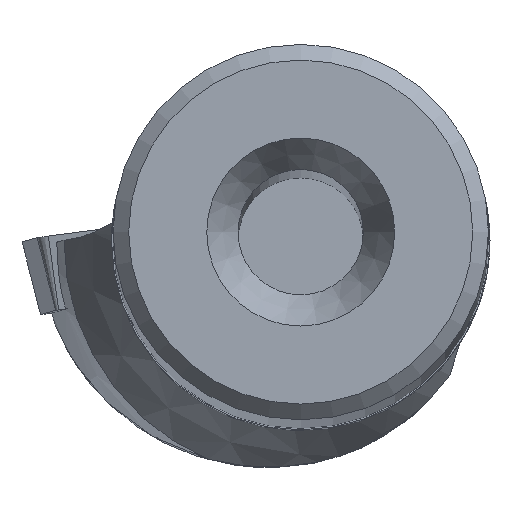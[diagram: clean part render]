
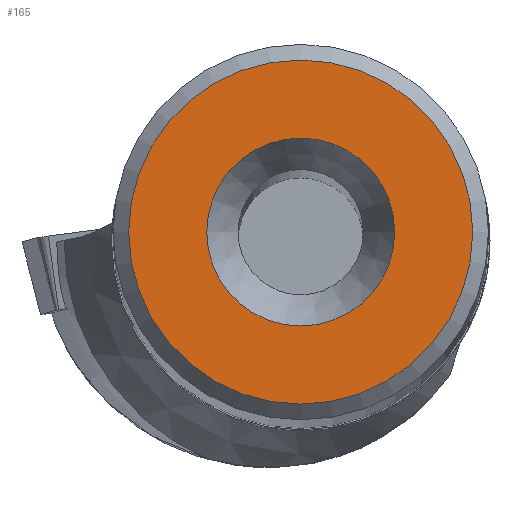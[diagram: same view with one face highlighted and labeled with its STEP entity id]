
A CAD part, top view. The second image highlights one B-rep face of the part: STEP entity #165.
In plain terms, the highlighted planar face has unit normal (0, 0, 1).
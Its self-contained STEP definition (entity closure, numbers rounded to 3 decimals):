
#165=ADVANCED_FACE('',(#284,#285),#190,.T.);
#190=PLANE('',#802);
#284=FACE_BOUND('',#333,.T.);
#285=FACE_BOUND('',#334,.T.);
#333=EDGE_LOOP('',(#455));
#334=EDGE_LOOP('',(#456));
#455=ORIENTED_EDGE('',*,*,#627,.F.);
#456=ORIENTED_EDGE('',*,*,#625,.T.);
#555=VERTEX_POINT('',#1296);
#557=VERTEX_POINT('',#1302);
#625=EDGE_CURVE('',#555,#555,#666,.T.);
#627=EDGE_CURVE('',#557,#557,#668,.T.);
#666=CIRCLE('',#797,5.493);
#668=CIRCLE('',#801,3.);
#797=AXIS2_PLACEMENT_3D('',#1295,#947,#948);
#801=AXIS2_PLACEMENT_3D('',#1301,#955,#956);
#802=AXIS2_PLACEMENT_3D('',#1303,#957,#958);
#947=DIRECTION('',(0.,0.,1.));
#948=DIRECTION('',(1.,0.,0.));
#955=DIRECTION('',(0.,0.,1.));
#956=DIRECTION('',(1.,0.,0.));
#957=DIRECTION('',(0.,0.,1.));
#958=DIRECTION('',(1.,0.,0.));
#1295=CARTESIAN_POINT('',(0.,0.,0.));
#1296=CARTESIAN_POINT('',(5.493,0.,0.));
#1301=CARTESIAN_POINT('',(0.,0.,0.));
#1302=CARTESIAN_POINT('',(3.,0.,0.));
#1303=CARTESIAN_POINT('',(0.,0.,0.));
